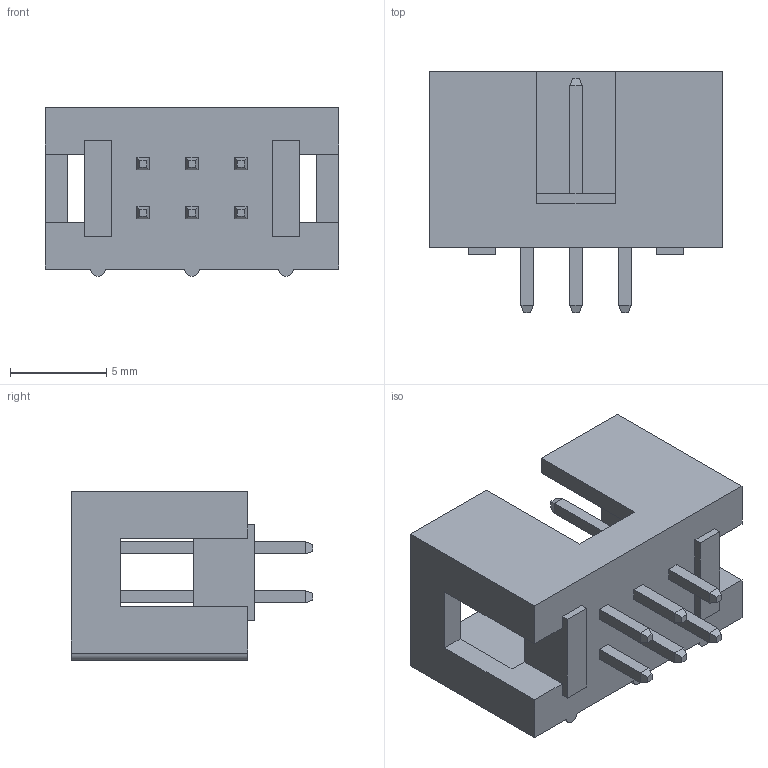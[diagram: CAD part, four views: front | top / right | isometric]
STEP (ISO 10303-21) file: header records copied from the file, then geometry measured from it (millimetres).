
FILE_DESCRIPTION (( 'STEP AP214' ), '1' );
FILE_NAME ('6.STEP', '2019-07-16T11:16:32', ( '' ), ( '' ), 'SwSTEP 2.0', 'SolidWorks 2018', '' );
FILE_SCHEMA (( 'AUTOMOTIVE_DESIGN' ));
Length unit declared in the file: inch
Products named in the file (1): 6
Bounding box: 15.24 x 12.52 x 8.76 mm (x, y, z)
Volume: 569.3 mm3; surface area: 1115 mm2
Topology: 7 solids, 7 shells, 146 faces, 358 edges, 222 vertices
Faces by surface type: plane 143, cylinder 3
Entity records: 5014 total; most frequent: CARTESIAN_POINT 727, ORIENTED_EDGE 716, DIRECTION 658, EDGE_CURVE 358, VECTOR 352, LINE 352, VERTEX_POINT 222, EDGE_LOOP 158
